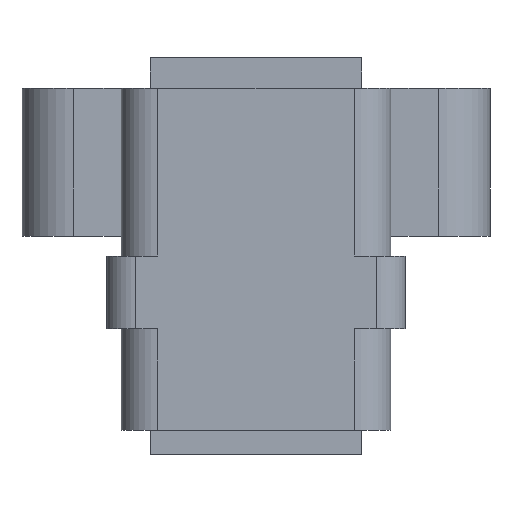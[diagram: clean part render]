
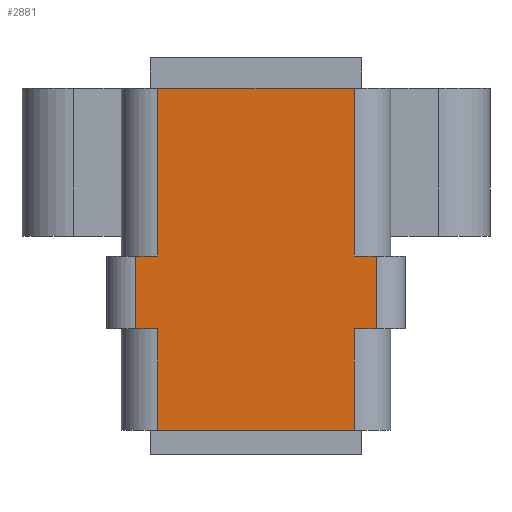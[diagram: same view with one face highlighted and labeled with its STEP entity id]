
A CAD part, front view. The second image highlights one B-rep face of the part: STEP entity #2881.
In plain terms, the highlighted planar face has unit normal (0, -1, 0).
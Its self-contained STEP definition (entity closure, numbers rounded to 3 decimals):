
#178=PLANE('',#3050);
#324=FACE_OUTER_BOUND('',#483,.T.);
#483=EDGE_LOOP('',(#2637,#2638,#2639,#2640,#2641,#2642,#2643,#2644,#2645,
#2646,#2647,#2648));
#718=LINE('',#4643,#1041);
#720=LINE('',#4648,#1043);
#724=LINE('',#4663,#1047);
#725=LINE('',#4669,#1048);
#731=LINE('',#4687,#1054);
#734=LINE('',#4697,#1057);
#738=LINE('',#4710,#1061);
#746=LINE('',#4731,#1069);
#806=LINE('',#4875,#1129);
#807=LINE('',#4877,#1130);
#808=LINE('',#4879,#1131);
#809=LINE('',#4880,#1132);
#1041=VECTOR('',#3427,10.);
#1043=VECTOR('',#3431,10.);
#1047=VECTOR('',#3445,10.);
#1048=VECTOR('',#3450,10.);
#1054=VECTOR('',#3468,10.);
#1057=VECTOR('',#3477,10.);
#1061=VECTOR('',#3489,10.);
#1069=VECTOR('',#3511,10.);
#1129=VECTOR('',#3657,10.);
#1130=VECTOR('',#3660,10.);
#1131=VECTOR('',#3661,10.);
#1132=VECTOR('',#3662,10.);
#1393=VERTEX_POINT('',#4639);
#1394=VERTEX_POINT('',#4641);
#1396=VERTEX_POINT('',#4647);
#1402=VERTEX_POINT('',#4661);
#1403=VERTEX_POINT('',#4665);
#1405=VERTEX_POINT('',#4668);
#1411=VERTEX_POINT('',#4686);
#1415=VERTEX_POINT('',#4696);
#1420=VERTEX_POINT('',#4708);
#1426=VERTEX_POINT('',#4730);
#1467=VERTEX_POINT('',#4873);
#1468=VERTEX_POINT('',#4878);
#1758=EDGE_CURVE('',#1393,#1394,#718,.T.);
#1760=EDGE_CURVE('',#1393,#1396,#720,.T.);
#1768=EDGE_CURVE('',#1402,#1394,#724,.T.);
#1770=EDGE_CURVE('',#1403,#1405,#725,.T.);
#1779=EDGE_CURVE('',#1411,#1403,#731,.T.);
#1784=EDGE_CURVE('',#1405,#1415,#734,.T.);
#1791=EDGE_CURVE('',#1420,#1402,#738,.T.);
#1801=EDGE_CURVE('',#1426,#1415,#746,.T.);
#1872=EDGE_CURVE('',#1411,#1467,#806,.T.);
#1873=EDGE_CURVE('',#1426,#1420,#807,.T.);
#1874=EDGE_CURVE('',#1468,#1467,#808,.T.);
#1875=EDGE_CURVE('',#1396,#1468,#809,.T.);
#2637=ORIENTED_EDGE('',*,*,#1873,.F.);
#2638=ORIENTED_EDGE('',*,*,#1801,.T.);
#2639=ORIENTED_EDGE('',*,*,#1784,.F.);
#2640=ORIENTED_EDGE('',*,*,#1770,.F.);
#2641=ORIENTED_EDGE('',*,*,#1779,.F.);
#2642=ORIENTED_EDGE('',*,*,#1872,.T.);
#2643=ORIENTED_EDGE('',*,*,#1874,.F.);
#2644=ORIENTED_EDGE('',*,*,#1875,.F.);
#2645=ORIENTED_EDGE('',*,*,#1760,.F.);
#2646=ORIENTED_EDGE('',*,*,#1758,.T.);
#2647=ORIENTED_EDGE('',*,*,#1768,.F.);
#2648=ORIENTED_EDGE('',*,*,#1791,.F.);
#2881=ADVANCED_FACE('',(#324),#178,.T.);
#3050=AXIS2_PLACEMENT_3D('',#4876,#3658,#3659);
#3427=DIRECTION('',(0.,0.,-1.));
#3431=DIRECTION('',(1.,0.,0.));
#3445=DIRECTION('',(-1.,0.,0.));
#3450=DIRECTION('',(0.,0.,-1.));
#3468=DIRECTION('',(1.,0.,0.));
#3477=DIRECTION('',(-1.,0.,0.));
#3489=DIRECTION('',(0.,0.,1.));
#3511=DIRECTION('',(0.,0.,1.));
#3657=DIRECTION('',(0.,0.,1.));
#3658=DIRECTION('center_axis',(0.,-1.,0.));
#3659=DIRECTION('ref_axis',(1.,0.,0.));
#3660=DIRECTION('',(-1.,0.,0.));
#3661=DIRECTION('',(1.,0.,0.));
#3662=DIRECTION('',(0.,0.,1.));
#4639=CARTESIAN_POINT('',(-8.25,-11.25,11.95));
#4641=CARTESIAN_POINT('',(-8.25,-11.25,6.95));
#4643=CARTESIAN_POINT('',(-8.25,-11.25,11.95));
#4647=CARTESIAN_POINT('',(-6.75,-11.25,11.95));
#4648=CARTESIAN_POINT('',(-8.25,-11.25,11.95));
#4661=CARTESIAN_POINT('',(-6.75,-11.25,6.95));
#4663=CARTESIAN_POINT('',(-8.25,-11.25,6.95));
#4665=CARTESIAN_POINT('',(8.25,-11.25,11.95));
#4668=CARTESIAN_POINT('',(8.25,-11.25,6.95));
#4669=CARTESIAN_POINT('',(8.25,-11.25,11.95));
#4686=CARTESIAN_POINT('',(6.75,-11.25,11.95));
#4687=CARTESIAN_POINT('',(6.75,-11.25,11.95));
#4696=CARTESIAN_POINT('',(6.75,-11.25,6.95));
#4697=CARTESIAN_POINT('',(6.75,-11.25,6.95));
#4708=CARTESIAN_POINT('',(-6.75,-11.25,0.));
#4710=CARTESIAN_POINT('',(-6.75,-11.25,0.));
#4730=CARTESIAN_POINT('',(6.75,-11.25,0.));
#4731=CARTESIAN_POINT('',(6.75,-11.25,0.));
#4873=CARTESIAN_POINT('',(6.75,-11.25,23.45));
#4875=CARTESIAN_POINT('',(6.75,-11.25,0.));
#4876=CARTESIAN_POINT('Origin',(-6.75,-11.25,0.));
#4877=CARTESIAN_POINT('',(6.75,-11.25,0.));
#4878=CARTESIAN_POINT('',(-6.75,-11.25,23.45));
#4879=CARTESIAN_POINT('',(6.75,-11.25,23.45));
#4880=CARTESIAN_POINT('',(-6.75,-11.25,0.));
